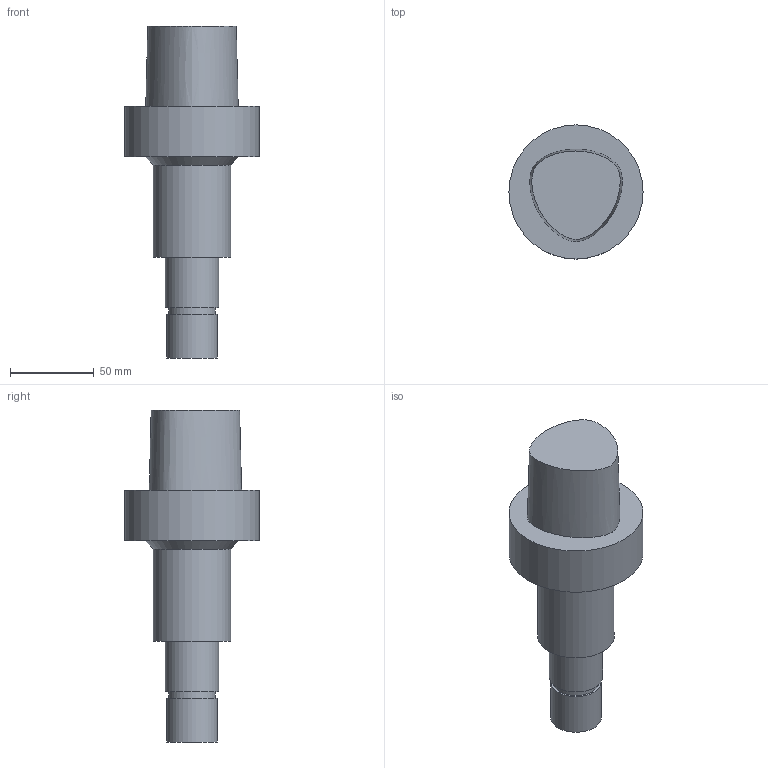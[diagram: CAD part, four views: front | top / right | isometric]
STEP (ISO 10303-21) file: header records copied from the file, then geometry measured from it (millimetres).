
FILE_DESCRIPTION((''),'1');
FILE_NAME('C8-SCA31.75-90.stp','2012-12-06T08:20:28',(''),(''),'Spatial Interop R18','Kubotek KeyCreator V8.5.1 (14335)',' ');
FILE_SCHEMA(('CONFIG_CONTROL_DESIGN'));
Length unit declared in the file: millimetre
Products named in the file (1): 1
Bounding box: 79.98 x 79.98 x 198 mm (x, y, z)
Volume: 403277.3 mm3; surface area: 39815.6 mm2
Topology: 1 solids, 1 shells, 14 faces, 20 edges, 13 vertices
Faces by surface type: plane 7, cylinder 5, bspline 1, cone 1
Full cylindrical faces by diameter (mm): 27.5 x1, 30 x1, 31.75 x1, 46 x1, 79.985 x1
Entity records: 841 total; most frequent: CARTESIAN_POINT 571, DIRECTION 50, ORIENTED_EDGE 28, AXIS2_PLACEMENT_3D 25, EDGE_LOOP 25, FACE_BOUND 17, ADVANCED_FACE 14, EDGE_CURVE 14
